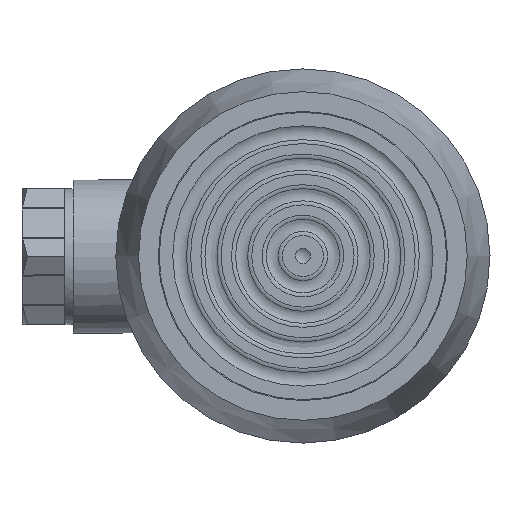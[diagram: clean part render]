
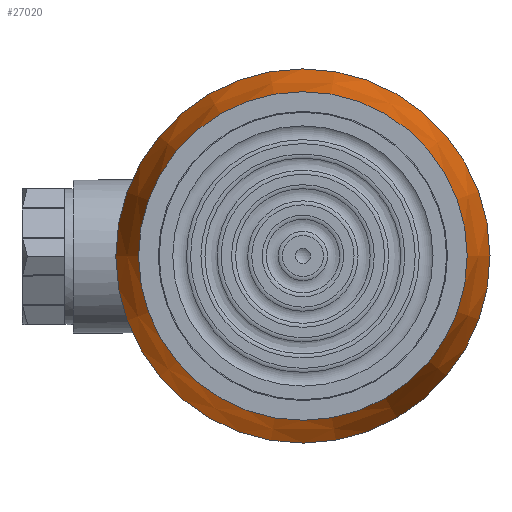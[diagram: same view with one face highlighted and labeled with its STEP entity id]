
A CAD part, left-side view. The second image highlights one B-rep face of the part: STEP entity #27020.
In plain terms, the highlighted conical face has half-angle 15 degrees and reference radius 20.66 mm.
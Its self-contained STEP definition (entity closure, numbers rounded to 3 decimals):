
#1788=CONICAL_SURFACE('',#28536,20.66,0.262);
#3249=FACE_OUTER_BOUND('',#4850,.T.);
#4850=EDGE_LOOP('',(#25268,#25269,#25270,#25271));
#5336=CIRCLE('',#28510,19.321);
#5345=CIRCLE('',#28537,22.);
#8688=LINE('',#73785,#10582);
#10582=VECTOR('',#33334,20.66);
#13220=VERTEX_POINT('',#69727);
#13251=VERTEX_POINT('',#73783);
#17209=EDGE_CURVE('',#13220,#13220,#5336,.T.);
#17260=EDGE_CURVE('',#13251,#13251,#5345,.T.);
#17261=EDGE_CURVE('',#13251,#13220,#8688,.T.);
#25268=ORIENTED_EDGE('',*,*,#17260,.F.);
#25269=ORIENTED_EDGE('',*,*,#17261,.T.);
#25270=ORIENTED_EDGE('',*,*,#17209,.T.);
#25271=ORIENTED_EDGE('',*,*,#17261,.F.);
#27020=ADVANCED_FACE('',(#3249),#1788,.T.);
#28510=AXIS2_PLACEMENT_3D('',#69728,#33257,#33258);
#28536=AXIS2_PLACEMENT_3D('',#73782,#33330,#33331);
#28537=AXIS2_PLACEMENT_3D('',#73784,#33332,#33333);
#33257=DIRECTION('center_axis',(1.,0.,0.));
#33258=DIRECTION('ref_axis',(0.,0.,-1.));
#33330=DIRECTION('center_axis',(1.,0.,0.));
#33331=DIRECTION('ref_axis',(0.,1.,0.));
#33332=DIRECTION('center_axis',(1.,0.,0.));
#33333=DIRECTION('ref_axis',(0.,0.,-1.));
#33334=DIRECTION('',(-0.966,0.259,0.));
#69727=CARTESIAN_POINT('',(-38.,-19.321,0.));
#69728=CARTESIAN_POINT('Origin',(-38.,0.,0.));
#73782=CARTESIAN_POINT('Origin',(-33.,0.,0.));
#73783=CARTESIAN_POINT('',(-28.,-22.,0.));
#73784=CARTESIAN_POINT('Origin',(-28.,0.,0.));
#73785=CARTESIAN_POINT('',(-33.,-20.66,0.));
